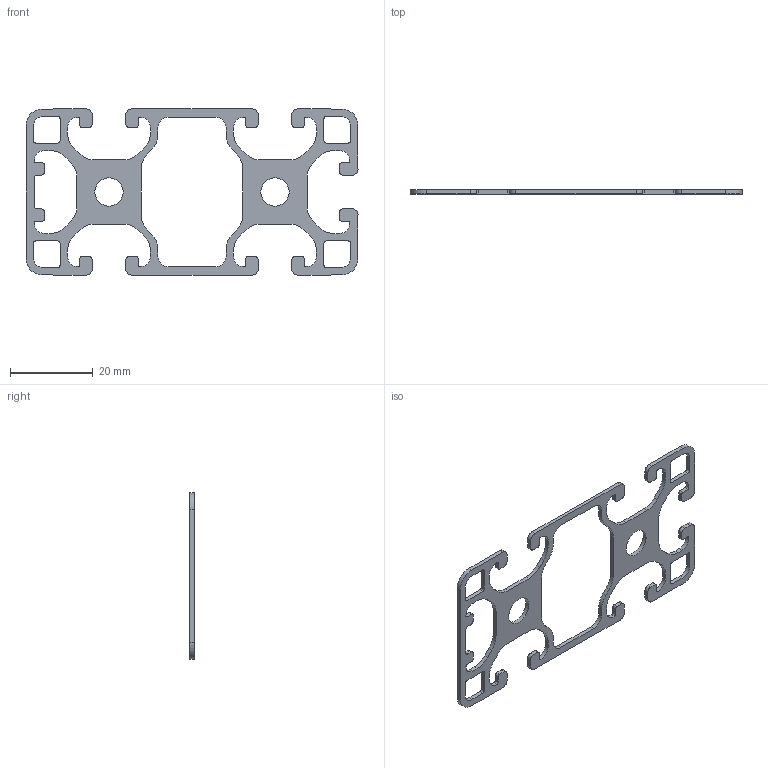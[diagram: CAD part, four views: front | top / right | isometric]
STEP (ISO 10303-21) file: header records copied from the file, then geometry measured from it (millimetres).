
FILE_DESCRIPTION(/* description */ ('ISB Aluminum Profile 40x80-LT'),/* implementation_level */ '2;1');
FILE_NAME(/* name */ '1007510.ipt.stp',/* time_stamp */ '2020-04-01T16:45:37+02:00',/* author */ ('g.voermans'),/* organization */ (''),/* preprocessor_version */ 'ST-DEVELOPER v16.5',/* originating_system */ 'Autodesk Inventor 2017',/* authorisation */ '');
FILE_SCHEMA (('AUTOMOTIVE_DESIGN { 1 0 10303 214 3 1 1 }'));
Length unit declared in the file: millimetre
Products named in the file (1): 1007510
Bounding box: 80 x 1 x 40 mm (x, y, z)
Volume: 1128.3 mm3; surface area: 3031.2 mm2
Topology: 1 solids, 1 shells, 234 faces, 696 edges, 464 vertices
Faces by surface type: cylinder 118, plane 116
Full cylindrical faces by diameter (mm): 6.8 x2
Entity records: 7975 total; most frequent: DIRECTION 1400, CARTESIAN_POINT 1393, ORIENTED_EDGE 1388, EDGE_CURVE 694, AXIS2_PLACEMENT_3D 471, VERTEX_POINT 464, LINE 458, VECTOR 458
